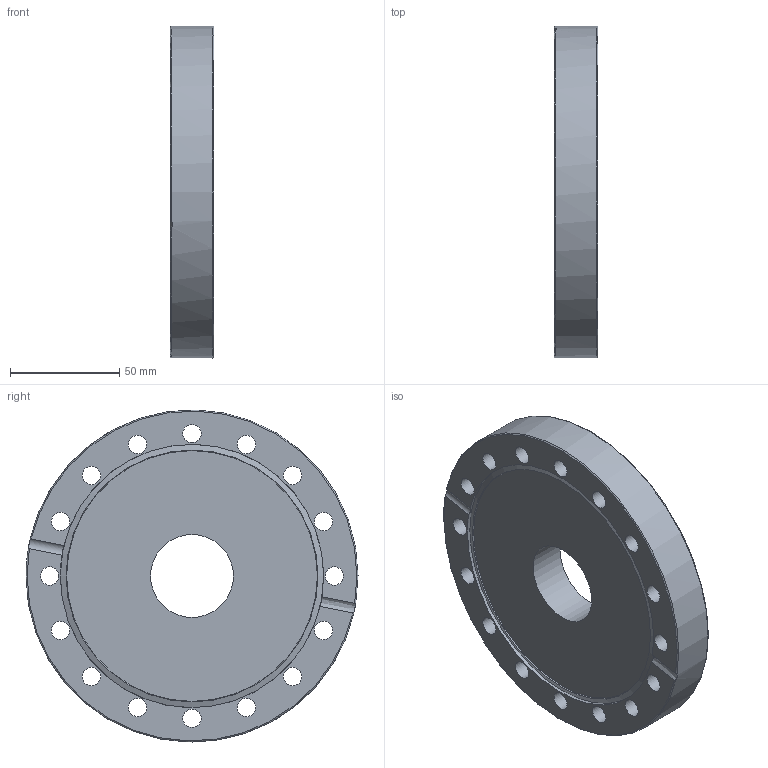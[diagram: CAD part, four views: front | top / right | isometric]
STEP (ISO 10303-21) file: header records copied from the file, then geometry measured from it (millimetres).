
FILE_DESCRIPTION((''),'2;1');
FILE_NAME('ZL1040-316LNS.stp','2009-03-13T14:52:09',('hasers'),(''),'Autodesk Inventor 2008','Autodesk Inventor 2008','');
FILE_SCHEMA(('AUTOMOTIVE_DESIGN { 1 0 10303 214 1 1 1 1 }'));
Length unit declared in the file: millimetre
Products named in the file (1): ZL1040-316LNS
Bounding box: 20 x 152 x 152 mm (x, y, z)
Volume: 307687.7 mm3; surface area: 54560.7 mm2
Topology: 1 solids, 1 shells, 50 faces, 137 edges, 90 vertices
Faces by surface type: cylinder 22, bspline 14, plane 5, cone 4, torus 3, sphere 2
Full cylindrical faces by diameter (mm): 8.4 x16, 38 x1, 48.3 x1, 120.6 x1, 152 x1
Entity records: 1700 total; most frequent: CARTESIAN_POINT 605, DIRECTION 214, ORIENTED_EDGE 168, EDGE_LOOP 122, AXIS2_PLACEMENT_3D 103, EDGE_CURVE 84, VERTEX_POINT 74, FACE_BOUND 72
